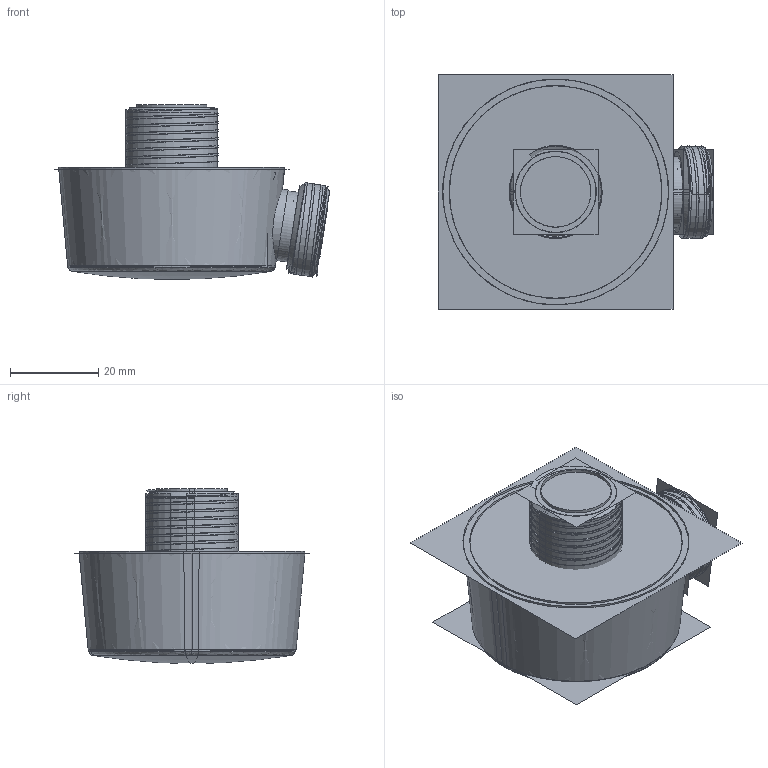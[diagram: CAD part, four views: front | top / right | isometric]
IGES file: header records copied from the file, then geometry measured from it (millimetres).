
Start section:  PTC IGES file: sl3229-04_asm.igs
Global section: file name: sl3229-04_asm.igs; native system: Pro/ENGINEER by Parametric Technology Corporation; preprocessor: 2010280; author: Administrator; organization: Unknown; date: 20191206.092652; units: millimetre
Bounding box: 62.49 x 53.25 x 39.69 mm (x, y, z)
Volume: 19984.1 mm3; surface area: 103731.2 mm2
Topology: 2 solids, 2 shells, 258 faces, 1314 edges, 1656 vertices
Faces by surface type: revolution 136, bspline 122
